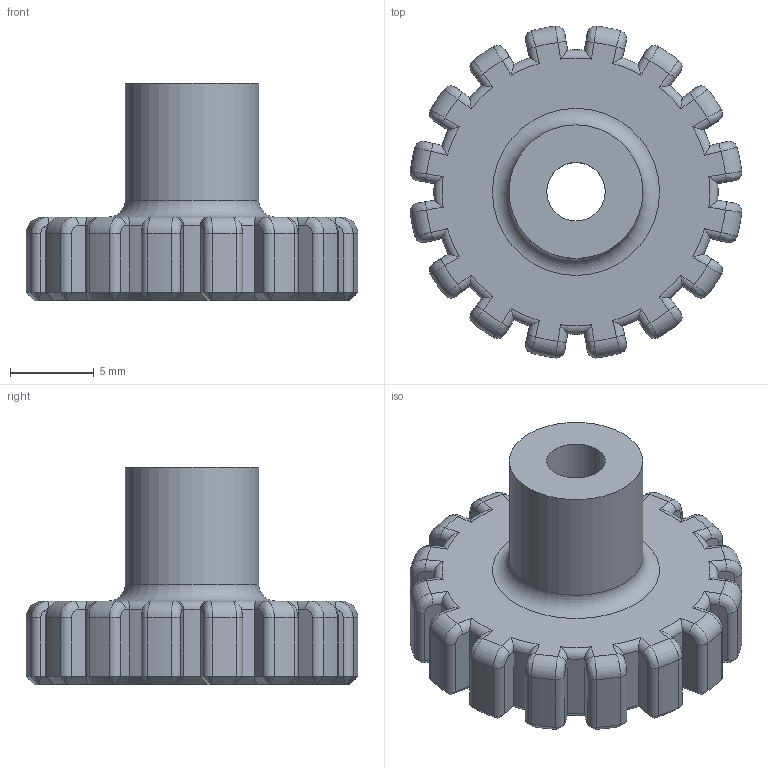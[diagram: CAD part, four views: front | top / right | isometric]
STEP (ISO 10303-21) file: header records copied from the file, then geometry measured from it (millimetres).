
FILE_DESCRIPTION(/* description */ ('STEP AP242','CAx-IF Rec.Pracs.---Representation and Presentation of Product Manufacturing Information (PMI)---4.0---2014-10-13','CAx-IF Rec.Pracs.---3D Tessellated Geometry---0.4---2014-09-14','2;1'),/* implementation_level */ '2;1');
FILE_NAME(/* name */ '632a12beab824e73d6a36721',/* time_stamp */ '2022-09-20T19:21:35+00:00',/* author */ (''),/* organization */ (''),/* preprocessor_version */ 'ST-DEVELOPER v18.102',/* originating_system */ ' ',/* authorisation */ ' ');
FILE_SCHEMA (('AP242_MANAGED_MODEL_BASED_3D_ENGINEERING_MIM_LF { 1 0 10303 442 1 1 4 }'));
Length unit declared in the file: metre
Products named in the file (1): Part 1
Bounding box: 19.86 x 19.86 x 13 mm (x, y, z)
Volume: 1646.8 mm3; surface area: 1315.3 mm2
Topology: 1 solids, 1 shells, 296 faces, 685 edges, 360 vertices
Faces by surface type: cylinder 99, plane 67, cone 65, torus 33, bspline 32
Full cylindrical faces by diameter (mm): 3.5 x1, 4.4 x1, 8 x1
Entity records: 8404 total; most frequent: CARTESIAN_POINT 2199, ORIENTED_EDGE 1294, DIRECTION 1280, EDGE_CURVE 647, AXIS2_PLACEMENT_3D 496, VERTEX_POINT 359, EDGE_LOOP 304, FACE_BOUND 304
